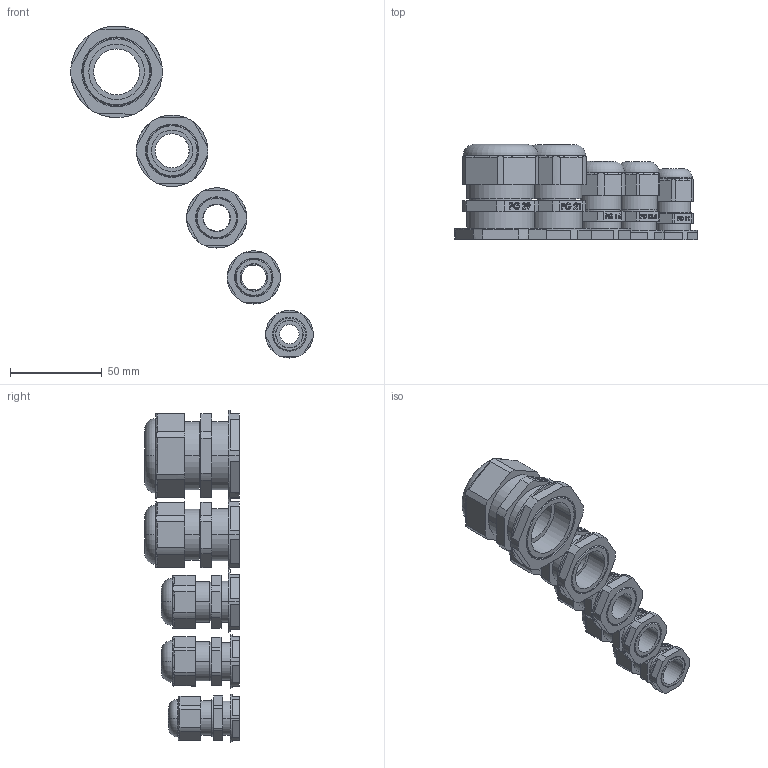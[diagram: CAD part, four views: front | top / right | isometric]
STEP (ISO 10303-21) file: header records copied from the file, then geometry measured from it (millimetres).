
FILE_DESCRIPTION (( 'STEP AP214' ), '1' );
FILE_NAME ('Assemblage_PE_PG.STEP', '2017-07-12T15:47:28', ( 'UTILISATEUR' ), ( 'Hewlett-Packard Company' ), 'SwSTEP 2.0', 'SolidWorks 2016', '' );
FILE_SCHEMA (( 'AUTOMOTIVE_DESIGN' ));
Length unit declared in the file: millimetre
Products named in the file (6): PE_PG11; PE_PG13.5; PE_PG16; PE_PG21; PE_PG29; Assemblage_PE_PG
Assembly tree (5 placements, depth 2):
  Assemblage_PE_PG
    PE_PG29
    PE_PG21
    PE_PG16
    PE_PG13.5
    PE_PG11
Bounding box: 132.34 x 51.7 x 181.18 mm (x, y, z)
Volume: 101663.1 mm3; surface area: 51512.9 mm2
Topology: 10 solids, 10 shells, 739 faces, 1903 edges, 1240 vertices
Faces by surface type: plane 346, cylinder 210, bspline 163, torus 10, cone 10
Entity records: 34871 total; most frequent: CARTESIAN_POINT 14167, ORIENTED_EDGE 3806, DIRECTION 3159, EDGE_CURVE 1903, VERTEX_POINT 1240, AXIS2_PLACEMENT_3D 1058, LINE 1043, VECTOR 1043
